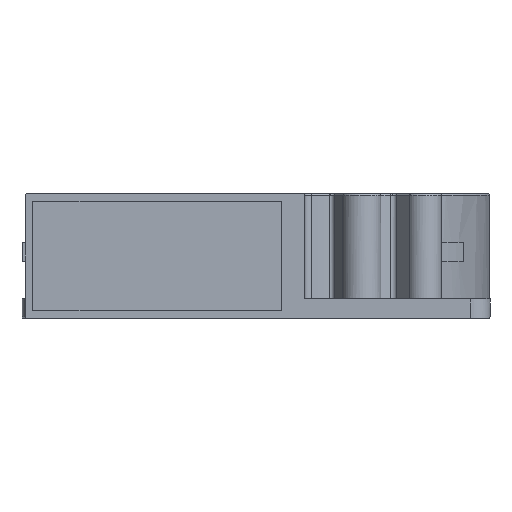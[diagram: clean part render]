
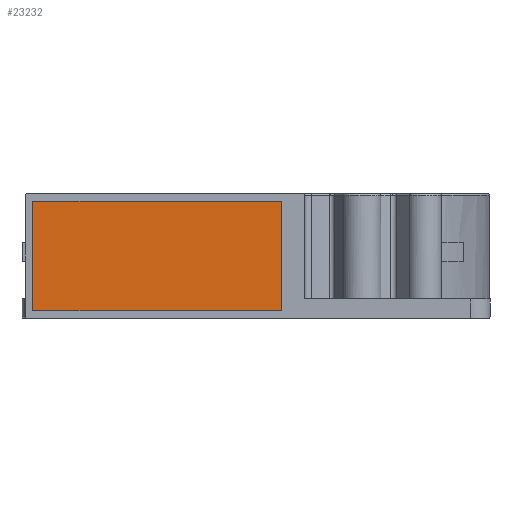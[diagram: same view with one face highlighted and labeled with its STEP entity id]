
A CAD part, left-side view. The second image highlights one B-rep face of the part: STEP entity #23232.
In plain terms, the highlighted planar face has unit normal (-1, 0, 0).
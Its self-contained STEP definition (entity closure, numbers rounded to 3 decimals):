
#207 = EDGE_LOOP ( 'NONE', ( #6308, #17861, #22309, #23254 ) ) ;
#1906 = VERTEX_POINT ( 'NONE', #24258 ) ;
#2133 = CARTESIAN_POINT ( 'NONE',  ( -59.096, -3., 2. ) ) ;
#2156 = LINE ( 'NONE', #18181, #14795 ) ;
#2388 = LINE ( 'NONE', #2133, #21230 ) ;
#2676 = FACE_OUTER_BOUND ( 'NONE', #207, .T. ) ;
#3922 = DIRECTION ( 'NONE',  ( 0., -1., 0. ) ) ;
#4257 = DIRECTION ( 'NONE',  ( 0., -1., 0. ) ) ;
#4936 = AXIS2_PLACEMENT_3D ( 'NONE', #25100, #6817, #14951 ) ;
#5433 = EDGE_CURVE ( 'NONE', #21256, #1906, #22209, .T. ) ;
#5875 = EDGE_CURVE ( 'NONE', #14984, #23090, #2388, .T. ) ;
#6308 = ORIENTED_EDGE ( 'NONE', *, *, #5875, .T. ) ;
#6817 = DIRECTION ( 'NONE',  ( -1., 0., 0. ) ) ;
#7673 = LINE ( 'NONE', #15817, #14333 ) ;
#9256 = VECTOR ( 'NONE', #3922, 1000. ) ;
#10282 = CARTESIAN_POINT ( 'NONE',  ( -59.096, 61., 2. ) ) ;
#12163 = DIRECTION ( 'NONE',  ( 0., 0., 1. ) ) ;
#14333 = VECTOR ( 'NONE', #21551, 1000. ) ;
#14795 = VECTOR ( 'NONE', #12163, 1000. ) ;
#14951 = DIRECTION ( 'NONE',  ( 0., 0., 1. ) ) ;
#14984 = VERTEX_POINT ( 'NONE', #10282 ) ;
#15817 = CARTESIAN_POINT ( 'NONE',  ( -59.096, 61., 2. ) ) ;
#16973 = PLANE ( 'NONE',  #4936 ) ;
#17861 = ORIENTED_EDGE ( 'NONE', *, *, #24168, .T. ) ;
#18181 = CARTESIAN_POINT ( 'NONE',  ( -59.096, -2.7, 0. ) ) ;
#20215 = CARTESIAN_POINT ( 'NONE',  ( -59.096, -10.75, 30. ) ) ;
#20642 = CARTESIAN_POINT ( 'NONE',  ( -59.096, 61., 30. ) ) ;
#21230 = VECTOR ( 'NONE', #4257, 1000. ) ;
#21256 = VERTEX_POINT ( 'NONE', #20642 ) ;
#21551 = DIRECTION ( 'NONE',  ( 0., 0., 1. ) ) ;
#22209 = LINE ( 'NONE', #20215, #9256 ) ;
#22309 = ORIENTED_EDGE ( 'NONE', *, *, #5433, .F. ) ;
#23090 = VERTEX_POINT ( 'NONE', #25550 ) ;
#23232 = ADVANCED_FACE ( 'NONE', ( #2676 ), #16973, .T. ) ;
#23254 = ORIENTED_EDGE ( 'NONE', *, *, #23740, .F. ) ;
#23740 = EDGE_CURVE ( 'NONE', #14984, #21256, #7673, .T. ) ;
#24168 = EDGE_CURVE ( 'NONE', #23090, #1906, #2156, .T. ) ;
#24258 = CARTESIAN_POINT ( 'NONE',  ( -59.096, -2.7, 30. ) ) ;
#25100 = CARTESIAN_POINT ( 'NONE',  ( -59.096, -8.75, 0. ) ) ;
#25550 = CARTESIAN_POINT ( 'NONE',  ( -59.096, -2.7, 2. ) ) ;
